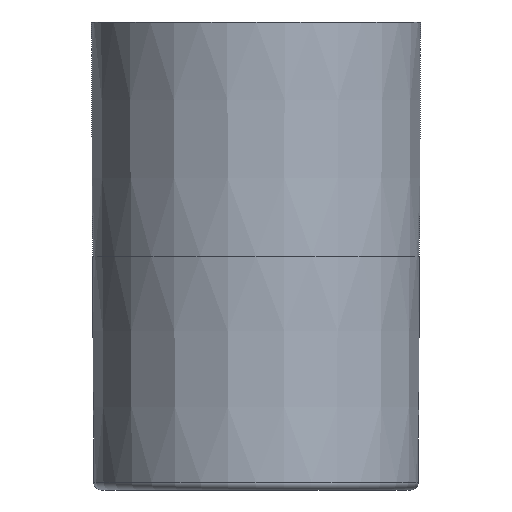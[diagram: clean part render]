
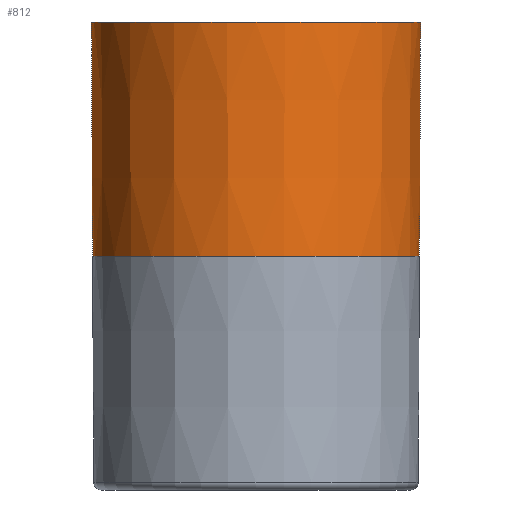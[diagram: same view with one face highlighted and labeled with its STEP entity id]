
A CAD part, left-side view. The second image highlights one B-rep face of the part: STEP entity #812.
In plain terms, the highlighted conical face has half-angle 0.286 degrees and reference radius 1051.25 mm.
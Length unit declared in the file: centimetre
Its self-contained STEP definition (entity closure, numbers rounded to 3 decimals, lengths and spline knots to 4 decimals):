
#54=CONICAL_SURFACE('',#1045,105.125,0.005);
#122=FACE_OUTER_BOUND('',#180,.T.);
#180=EDGE_LOOP('',(#631,#632,#633,#634));
#246=CIRCLE('',#1046,105.5);
#247=CIRCLE('',#1047,104.75);
#322=VERTEX_POINT('',#1599);
#323=VERTEX_POINT('',#1601);
#435=EDGE_CURVE('',#322,#322,#246,.T.);
#436=EDGE_CURVE('',#322,#323,#883,.T.);
#437=EDGE_CURVE('',#323,#323,#247,.T.);
#631=ORIENTED_EDGE('',*,*,#435,.F.);
#632=ORIENTED_EDGE('',*,*,#436,.T.);
#633=ORIENTED_EDGE('',*,*,#437,.F.);
#634=ORIENTED_EDGE('',*,*,#436,.F.);
#812=ADVANCED_FACE('',(#122),#54,.T.);
#883=LINE('',#1602,#952);
#952=VECTOR('',#1261,105.125);
#1045=AXIS2_PLACEMENT_3D('',#1598,#1257,#1258);
#1046=AXIS2_PLACEMENT_3D('',#1600,#1259,#1260);
#1047=AXIS2_PLACEMENT_3D('',#1603,#1262,#1263);
#1257=DIRECTION('center_axis',(0.,0.,
1.));
#1258=DIRECTION('ref_axis',(0.,-1.,0.));
#1259=DIRECTION('center_axis',(0.,0.,
1.));
#1260=DIRECTION('ref_axis',(0.,1.,0.));
#1261=DIRECTION('',(0.,-0.005,-1.));
#1262=DIRECTION('center_axis',(0.,0.,
-1.));
#1263=DIRECTION('ref_axis',(0.,-1.,0.));
#1598=CARTESIAN_POINT('Origin',(0.,0.,
225.));
#1599=CARTESIAN_POINT('',(0.,105.5,300.));
#1600=CARTESIAN_POINT('Origin',(0.,0.,
300.));
#1601=CARTESIAN_POINT('',(0.,104.75,150.));
#1602=CARTESIAN_POINT('',(0.,105.125,225.));
#1603=CARTESIAN_POINT('Origin',(0.,0.,150.));
